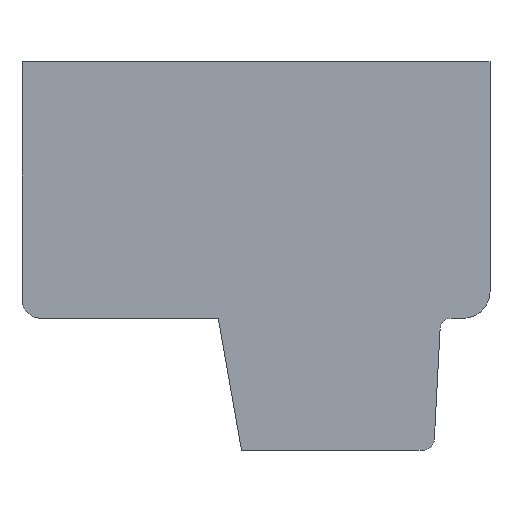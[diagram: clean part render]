
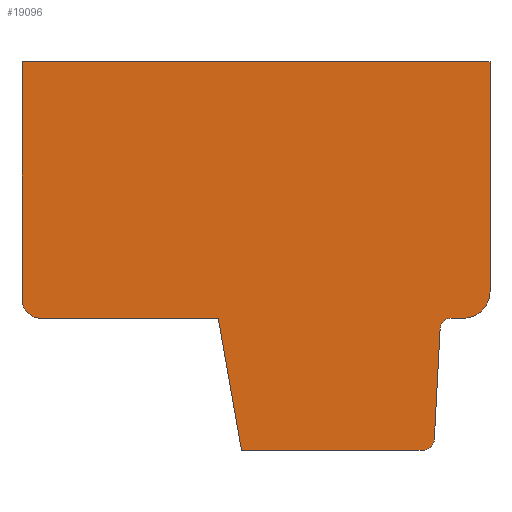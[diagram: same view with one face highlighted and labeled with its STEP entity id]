
A CAD part, front view. The second image highlights one B-rep face of the part: STEP entity #19096.
In plain terms, the highlighted planar face has unit normal (0, -1, 0).
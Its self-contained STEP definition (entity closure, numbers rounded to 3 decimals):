
#1=DIRECTION('',(0.,0.,1.));
#2=VECTOR('',#1,6.3);
#3=CARTESIAN_POINT('',(-6.2,0.,-1.15));
#4=LINE('',#3,#2);
#5=DIRECTION('',(1.,0.,0.));
#6=VECTOR('',#5,12.4);
#7=CARTESIAN_POINT('',(-6.2,0.,5.15));
#8=LINE('',#7,#6);
#9=DIRECTION('',(0.,0.,-1.));
#10=VECTOR('',#9,6.1);
#11=CARTESIAN_POINT('',(6.2,0.,5.15));
#12=LINE('',#11,#10);
#13=CARTESIAN_POINT('',(5.5,0.,-0.95));
#14=DIRECTION('',(0.,1.,0.));
#15=DIRECTION('',(1.,0.,0.));
#16=AXIS2_PLACEMENT_3D('',#13,#14,#15);
#18=DIRECTION('',(-1.,0.,0.));
#19=VECTOR('',#18,0.323);
#20=CARTESIAN_POINT('',(5.5,0.,-1.65));
#21=LINE('',#20,#19);
#22=CARTESIAN_POINT('',(5.177,0.,-1.95));
#23=DIRECTION('',(0.,-1.,0.));
#24=DIRECTION('',(0.,0.,1.));
#25=AXIS2_PLACEMENT_3D('',#22,#23,#24);
#27=DIRECTION('',(-0.052,0.,-0.999));
#28=VECTOR('',#27,2.904);
#29=CARTESIAN_POINT('',(4.877,0.,-1.95));
#30=LINE('',#29,#28);
#31=CARTESIAN_POINT('',(4.425,0.,-4.85));
#32=DIRECTION('',(0.,1.,0.));
#33=DIRECTION('',(1.,0.,0.));
#34=AXIS2_PLACEMENT_3D('',#31,#32,#33);
#36=DIRECTION('',(-1.,0.,0.));
#37=VECTOR('',#36,4.808);
#38=CARTESIAN_POINT('',(4.425,0.,-5.15));
#39=LINE('',#38,#37);
#40=DIRECTION('',(-0.174,0.,0.985));
#41=VECTOR('',#40,3.554);
#42=CARTESIAN_POINT('',(-0.383,0.,-5.15));
#43=LINE('',#42,#41);
#44=DIRECTION('',(-1.,0.,0.));
#45=VECTOR('',#44,4.7);
#46=CARTESIAN_POINT('',(-1.,0.,-1.65));
#47=LINE('',#46,#45);
#48=CARTESIAN_POINT('',(-5.7,0.,-1.15));
#49=DIRECTION('',(0.,1.,0.));
#50=DIRECTION('',(0.,0.,-1.));
#51=AXIS2_PLACEMENT_3D('',#48,#49,#50);
#14505=CARTESIAN_POINT('',(-6.2,0.,-1.15));
#14506=CARTESIAN_POINT('',(-6.2,0.,5.15));
#14507=VERTEX_POINT('',#14505);
#14508=VERTEX_POINT('',#14506);
#14509=CARTESIAN_POINT('',(6.2,0.,5.15));
#14510=VERTEX_POINT('',#14509);
#14511=CARTESIAN_POINT('',(6.2,0.,-0.95));
#14512=VERTEX_POINT('',#14511);
#14513=CARTESIAN_POINT('',(5.5,0.,-1.65));
#14514=VERTEX_POINT('',#14513);
#14515=CARTESIAN_POINT('',(5.177,0.,-1.65));
#14516=VERTEX_POINT('',#14515);
#14517=CARTESIAN_POINT('',(4.877,0.,-1.95));
#14518=VERTEX_POINT('',#14517);
#14519=CARTESIAN_POINT('',(4.725,0.,-4.85));
#14520=VERTEX_POINT('',#14519);
#14521=CARTESIAN_POINT('',(4.425,0.,-5.15));
#14522=VERTEX_POINT('',#14521);
#14523=CARTESIAN_POINT('',(-0.383,0.,-5.15));
#14524=VERTEX_POINT('',#14523);
#14525=CARTESIAN_POINT('',(-1.,0.,-1.65));
#14526=VERTEX_POINT('',#14525);
#14527=CARTESIAN_POINT('',(-5.7,0.,-1.65));
#14528=VERTEX_POINT('',#14527);
#19065=CARTESIAN_POINT('',(0.,0.,0.));
#19066=DIRECTION('',(0.,1.,0.));
#19067=DIRECTION('',(1.,0.,0.));
#19068=AXIS2_PLACEMENT_3D('',#19065,#19066,#19067);
#19069=PLANE('',#19068);
#19071=ORIENTED_EDGE('',*,*,#19070,.T.);
#19073=ORIENTED_EDGE('',*,*,#19072,.T.);
#19075=ORIENTED_EDGE('',*,*,#19074,.T.);
#19077=ORIENTED_EDGE('',*,*,#19076,.T.);
#19079=ORIENTED_EDGE('',*,*,#19078,.T.);
#19081=ORIENTED_EDGE('',*,*,#19080,.T.);
#19083=ORIENTED_EDGE('',*,*,#19082,.T.);
#19085=ORIENTED_EDGE('',*,*,#19084,.T.);
#19087=ORIENTED_EDGE('',*,*,#19086,.T.);
#19089=ORIENTED_EDGE('',*,*,#19088,.T.);
#19091=ORIENTED_EDGE('',*,*,#19090,.T.);
#19093=ORIENTED_EDGE('',*,*,#19092,.T.);
#19094=EDGE_LOOP('',(#19071,#19073,#19075,#19077,#19079,#19081,#19083,#19085,
#19087,#19089,#19091,#19093));
#19095=FACE_OUTER_BOUND('',#19094,.F.);
#19096=ADVANCED_FACE('',(#19095),#19069,.F.);
#17=CIRCLE('',#16,0.7);
#26=CIRCLE('',#25,0.3);
#35=CIRCLE('',#34,0.3);
#52=CIRCLE('',#51,0.5);
#19070=EDGE_CURVE('',#14507,#14508,#4,.T.);
#19072=EDGE_CURVE('',#14508,#14510,#8,.T.);
#19074=EDGE_CURVE('',#14510,#14512,#12,.T.);
#19076=EDGE_CURVE('',#14512,#14514,#17,.T.);
#19078=EDGE_CURVE('',#14514,#14516,#21,.T.);
#19080=EDGE_CURVE('',#14516,#14518,#26,.T.);
#19082=EDGE_CURVE('',#14518,#14520,#30,.T.);
#19084=EDGE_CURVE('',#14520,#14522,#35,.T.);
#19086=EDGE_CURVE('',#14522,#14524,#39,.T.);
#19088=EDGE_CURVE('',#14524,#14526,#43,.T.);
#19090=EDGE_CURVE('',#14526,#14528,#47,.T.);
#19092=EDGE_CURVE('',#14528,#14507,#52,.T.);
